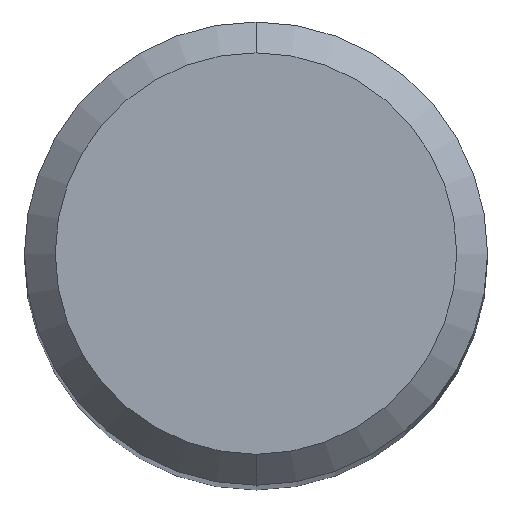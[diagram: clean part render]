
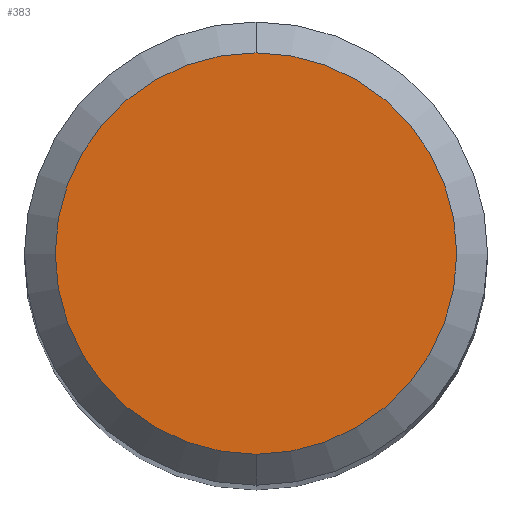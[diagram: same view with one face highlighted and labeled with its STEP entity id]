
A CAD part, top view. The second image highlights one B-rep face of the part: STEP entity #383.
In plain terms, the highlighted planar face has unit normal (0, 0, 1).
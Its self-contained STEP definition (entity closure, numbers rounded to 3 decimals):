
#191=VERTEX_POINT('',#506);
#239=EDGE_CURVE('',#191,#371,#559,.T.);
#371=VERTEX_POINT('',#712);
#383=ADVANCED_FACE('',(#726),#727,.T.);
#445=EDGE_CURVE('',#371,#191,#790,.T.);
#506=CARTESIAN_POINT('',(0.,-2.6,0.0));
#559=CIRCLE('',#989,2.6);
#712=CARTESIAN_POINT('',(0.0,2.6,0.0));
#726=FACE_OUTER_BOUND('',#1271,.T.);
#727=PLANE('',#1272);
#790=CIRCLE('',#1398,2.6);
#989=AXIS2_PLACEMENT_3D('',#1538,#1539,#1540);
#1271=EDGE_LOOP('',(#1776,#1777));
#1272=AXIS2_PLACEMENT_3D('',#1778,#1779,#1780);
#1398=AXIS2_PLACEMENT_3D('',#1813,#1814,#1815);
#1538=CARTESIAN_POINT('',(0.0,0.0,0.0));
#1539=DIRECTION('',(0.0,0.0,-1.0));
#1540=DIRECTION('',(0.0,1.0,0.0));
#1776=ORIENTED_EDGE('',*,*,#445,.F.);
#1777=ORIENTED_EDGE('',*,*,#239,.F.);
#1778=CARTESIAN_POINT('',(0.0,1.3,0.0));
#1779=DIRECTION('',(-0.0,0.0,1.0));
#1780=DIRECTION('',(0.0,-1.0,0.0));
#1813=CARTESIAN_POINT('',(0.0,0.0,0.0));
#1814=DIRECTION('',(0.0,0.0,-1.0));
#1815=DIRECTION('',(0.0,1.0,0.0));
